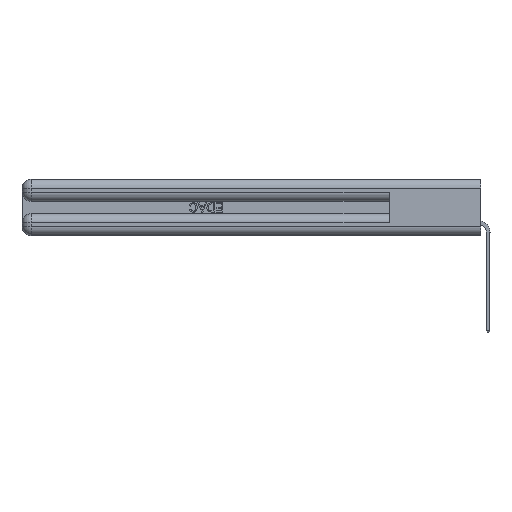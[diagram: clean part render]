
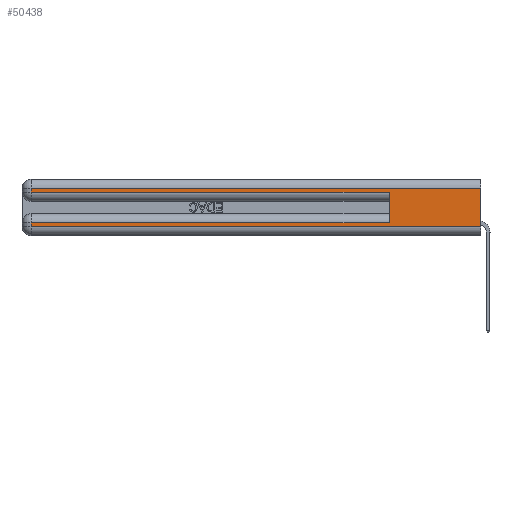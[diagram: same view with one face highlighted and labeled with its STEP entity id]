
A CAD part, left-side view. The second image highlights one B-rep face of the part: STEP entity #50438.
In plain terms, the highlighted planar face has unit normal (-1, 0, 0).
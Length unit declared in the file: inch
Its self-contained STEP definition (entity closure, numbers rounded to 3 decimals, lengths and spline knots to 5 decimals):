
#5 = EDGE_CURVE ( 'NONE', #10350, #45982, #24728, .T. ) ;
#179 = DIRECTION ( 'NONE',  ( 0., 0., -1. ) ) ;
#591 = CARTESIAN_POINT ( 'NONE',  ( 0., 0.6, 0.085 ) ) ;
#1204 = ORIENTED_EDGE ( 'NONE', *, *, #36689, .T. ) ;
#1318 = EDGE_CURVE ( 'NONE', #22046, #37701, #34110, .T. ) ;
#5236 = DIRECTION ( 'NONE',  ( 0., 1., 0. ) ) ;
#6382 = LINE ( 'NONE', #11039, #38872 ) ;
#7624 = DIRECTION ( 'NONE',  ( 0., -1., 0. ) ) ;
#8052 = CARTESIAN_POINT ( 'NONE',  ( 0., 0., 0.085 ) ) ;
#9263 = EDGE_LOOP ( 'NONE', ( #23694, #23135, #1204, #18111, #22609, #22989, #24816, #25502 ) ) ;
#9693 = CARTESIAN_POINT ( 'NONE',  ( 0., 2.94, 0.37 ) ) ;
#9899 = VECTOR ( 'NONE', #14225, 39.37008 ) ;
#10094 = DIRECTION ( 'NONE',  ( 0., 0., -1. ) ) ;
#10328 = DIRECTION ( 'NONE',  ( 0., 0., -1. ) ) ;
#10350 = VERTEX_POINT ( 'NONE', #25760 ) ;
#11039 = CARTESIAN_POINT ( 'NONE',  ( 0., 2.94, 0.37 ) ) ;
#11273 = EDGE_CURVE ( 'NONE', #10350, #17756, #36292, .T. ) ;
#11713 = DIRECTION ( 'NONE',  ( 1., 0., 0. ) ) ;
#14225 = DIRECTION ( 'NONE',  ( 0., 0., 1. ) ) ;
#16017 = EDGE_CURVE ( 'NONE', #37701, #17756, #21902, .T. ) ;
#17034 = FACE_OUTER_BOUND ( 'NONE', #9263, .T. ) ;
#17756 = VERTEX_POINT ( 'NONE', #47662 ) ;
#17906 = CARTESIAN_POINT ( 'NONE',  ( 0., 0., 0.31 ) ) ;
#18111 = ORIENTED_EDGE ( 'NONE', *, *, #29223, .T. ) ;
#18490 = CARTESIAN_POINT ( 'NONE',  ( 0., 0., 0.37 ) ) ;
#21902 = LINE ( 'NONE', #28020, #39395 ) ;
#22046 = VERTEX_POINT ( 'NONE', #45888 ) ;
#22256 = VERTEX_POINT ( 'NONE', #46326 ) ;
#22609 = ORIENTED_EDGE ( 'NONE', *, *, #46868, .F. ) ;
#22927 = VECTOR ( 'NONE', #5236, 39.37008 ) ;
#22989 = ORIENTED_EDGE ( 'NONE', *, *, #47396, .T. ) ;
#23135 = ORIENTED_EDGE ( 'NONE', *, *, #5, .T. ) ;
#23694 = ORIENTED_EDGE ( 'NONE', *, *, #11273, .F. ) ;
#24728 = LINE ( 'NONE', #17906, #22927 ) ;
#24816 = ORIENTED_EDGE ( 'NONE', *, *, #1318, .T. ) ;
#25502 = ORIENTED_EDGE ( 'NONE', *, *, #16017, .T. ) ;
#25670 = VECTOR ( 'NONE', #10094, 39.37008 ) ;
#25760 = CARTESIAN_POINT ( 'NONE',  ( 0., 0., 0.31 ) ) ;
#27865 = VECTOR ( 'NONE', #33785, 39.37008 ) ;
#28020 = CARTESIAN_POINT ( 'NONE',  ( 0., 0., 0.06 ) ) ;
#28995 = VECTOR ( 'NONE', #49232, 39.37008 ) ;
#29223 = EDGE_CURVE ( 'NONE', #43852, #22256, #35829, .T. ) ;
#29546 = CARTESIAN_POINT ( 'NONE',  ( 0., 2.94, 0.06 ) ) ;
#33785 = DIRECTION ( 'NONE',  ( 0., 0., -1. ) ) ;
#34110 = LINE ( 'NONE', #9693, #27865 ) ;
#35829 = LINE ( 'NONE', #38721, #28995 ) ;
#35984 = DIRECTION ( 'NONE',  ( 0., 1., 0. ) ) ;
#36292 = LINE ( 'NONE', #18490, #25670 ) ;
#36689 = EDGE_CURVE ( 'NONE', #45982, #43852, #6382, .T. ) ;
#37701 = VERTEX_POINT ( 'NONE', #29546 ) ;
#38010 = VERTEX_POINT ( 'NONE', #591 ) ;
#38595 = LINE ( 'NONE', #8052, #49794 ) ;
#38721 = CARTESIAN_POINT ( 'NONE',  ( 0., 0., 0.285 ) ) ;
#38872 = VECTOR ( 'NONE', #10328, 39.37008 ) ;
#39395 = VECTOR ( 'NONE', #7624, 39.37008 ) ;
#39479 = PLANE ( 'NONE',  #41260 ) ;
#39641 = CARTESIAN_POINT ( 'NONE',  ( 0., 0., 0.37 ) ) ;
#39774 = CARTESIAN_POINT ( 'NONE',  ( 0., 2.94, 0.31 ) ) ;
#40477 = LINE ( 'NONE', #41774, #9899 ) ;
#41260 = AXIS2_PLACEMENT_3D ( 'NONE', #39641, #11713, #179 ) ;
#41774 = CARTESIAN_POINT ( 'NONE',  ( 0., 0.6, 0.145 ) ) ;
#41877 = CARTESIAN_POINT ( 'NONE',  ( 0., 2.94, 0.285 ) ) ;
#43852 = VERTEX_POINT ( 'NONE', #41877 ) ;
#45888 = CARTESIAN_POINT ( 'NONE',  ( 0., 2.94, 0.085 ) ) ;
#45982 = VERTEX_POINT ( 'NONE', #39774 ) ;
#46326 = CARTESIAN_POINT ( 'NONE',  ( 0., 0.6, 0.285 ) ) ;
#46868 = EDGE_CURVE ( 'NONE', #38010, #22256, #40477, .T. ) ;
#47396 = EDGE_CURVE ( 'NONE', #38010, #22046, #38595, .T. ) ;
#47662 = CARTESIAN_POINT ( 'NONE',  ( 0., 0., 0.06 ) ) ;
#49232 = DIRECTION ( 'NONE',  ( 0., -1., 0. ) ) ;
#49794 = VECTOR ( 'NONE', #35984, 39.37008 ) ;
#50438 = ADVANCED_FACE ( 'NONE', ( #17034 ), #39479, .F. ) ;
